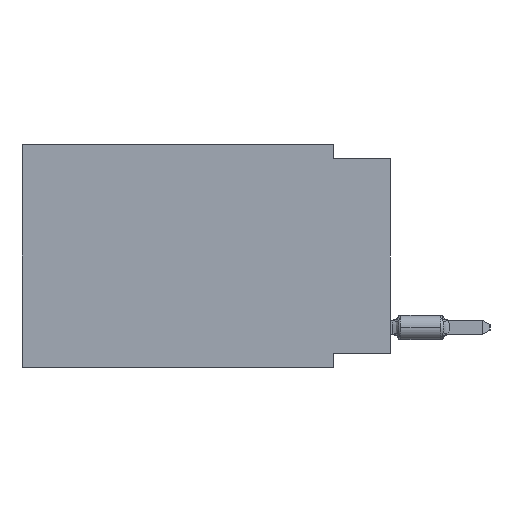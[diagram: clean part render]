
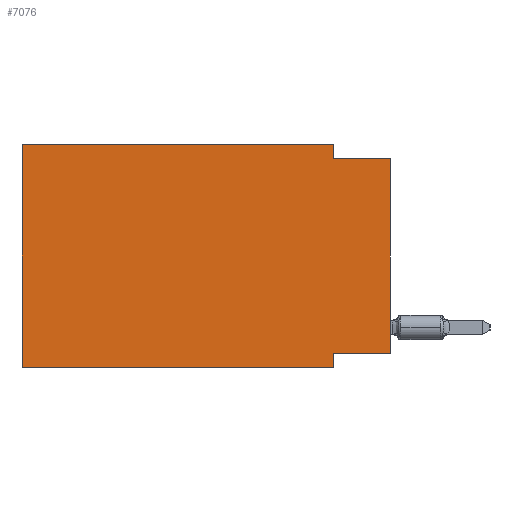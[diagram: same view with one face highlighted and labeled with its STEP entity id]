
A CAD part, left-side view. The second image highlights one B-rep face of the part: STEP entity #7076.
In plain terms, the highlighted planar face has unit normal (-1, 0, 0).
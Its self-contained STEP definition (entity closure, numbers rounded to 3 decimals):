
#161 = DIRECTION ( 'NONE',  ( 0., -1., 0. ) ) ;
#697 = CARTESIAN_POINT ( 'NONE',  ( 0., 0., -0.635 ) ) ;
#1476 = VERTEX_POINT ( 'NONE', #21984 ) ;
#2129 = DIRECTION ( 'NONE',  ( 0., 0., 1. ) ) ;
#4141 = EDGE_CURVE ( 'NONE', #19340, #1476, #25138, .T. ) ;
#5884 = VECTOR ( 'NONE', #19623, 1000. ) ;
#5957 = FACE_OUTER_BOUND ( 'NONE', #19649, .T. ) ;
#6454 = ORIENTED_EDGE ( 'NONE', *, *, #4141, .T. ) ;
#7076 = ADVANCED_FACE ( 'NONE', ( #5957 ), #33687, .F. ) ;
#7302 = ORIENTED_EDGE ( 'NONE', *, *, #21538, .F. ) ;
#8058 = VERTEX_POINT ( 'NONE', #17882 ) ;
#9173 = ORIENTED_EDGE ( 'NONE', *, *, #21604, .F. ) ;
#9189 = CARTESIAN_POINT ( 'NONE',  ( 0., 0., -9.271 ) ) ;
#9972 = VERTEX_POINT ( 'NONE', #27300 ) ;
#10452 = CARTESIAN_POINT ( 'NONE',  ( 0., 2.54, 0. ) ) ;
#10799 = ORIENTED_EDGE ( 'NONE', *, *, #16093, .F. ) ;
#11339 = VECTOR ( 'NONE', #161, 1000. ) ;
#11906 = VECTOR ( 'NONE', #20451, 1000. ) ;
#12015 = DIRECTION ( 'NONE',  ( 0., 0., 1. ) ) ;
#12807 = CARTESIAN_POINT ( 'NONE',  ( 0., 2.54, -0.635 ) ) ;
#13115 = VECTOR ( 'NONE', #24403, 1000. ) ;
#14727 = CARTESIAN_POINT ( 'NONE',  ( 0., 0., 0. ) ) ;
#16093 = EDGE_CURVE ( 'NONE', #24121, #8058, #20748, .T. ) ;
#16891 = CARTESIAN_POINT ( 'NONE',  ( 0., 16.383, 0. ) ) ;
#17072 = DIRECTION ( 'NONE',  ( 0., 0., -1. ) ) ;
#17554 = EDGE_CURVE ( 'NONE', #29273, #9972, #30251, .T. ) ;
#17882 = CARTESIAN_POINT ( 'NONE',  ( 0., 0., -0.635 ) ) ;
#18091 = DIRECTION ( 'NONE',  ( 0., -1., 0. ) ) ;
#18695 = LINE ( 'NONE', #27107, #22771 ) ;
#19340 = VERTEX_POINT ( 'NONE', #34331 ) ;
#19423 = LINE ( 'NONE', #31305, #5884 ) ;
#19623 = DIRECTION ( 'NONE',  ( 0., 0., -1. ) ) ;
#19649 = EDGE_LOOP ( 'NONE', ( #35711, #10799, #9173, #27929, #7302, #6454, #24130, #21525 ) ) ;
#19765 = VERTEX_POINT ( 'NONE', #26515 ) ;
#19813 = DIRECTION ( 'NONE',  ( 1., 0., 0. ) ) ;
#20063 = VECTOR ( 'NONE', #12015, 1000. ) ;
#20208 = LINE ( 'NONE', #14727, #20063 ) ;
#20383 = DIRECTION ( 'NONE',  ( 0., -1., 0. ) ) ;
#20451 = DIRECTION ( 'NONE',  ( 0., 0., -1. ) ) ;
#20627 = LINE ( 'NONE', #26283, #11906 ) ;
#20748 = LINE ( 'NONE', #697, #32619 ) ;
#20783 = AXIS2_PLACEMENT_3D ( 'NONE', #16891, #19813, #17072 ) ;
#21525 = ORIENTED_EDGE ( 'NONE', *, *, #17554, .F. ) ;
#21538 = EDGE_CURVE ( 'NONE', #19340, #19765, #18695, .T. ) ;
#21604 = EDGE_CURVE ( 'NONE', #29028, #24121, #19423, .T. ) ;
#21984 = CARTESIAN_POINT ( 'NONE',  ( 0., 2.54, -9.906 ) ) ;
#22374 = VECTOR ( 'NONE', #18091, 1000. ) ;
#22771 = VECTOR ( 'NONE', #2129, 1000. ) ;
#22962 = CARTESIAN_POINT ( 'NONE',  ( 0., 16.383, -9.906 ) ) ;
#24121 = VERTEX_POINT ( 'NONE', #12807 ) ;
#24130 = ORIENTED_EDGE ( 'NONE', *, *, #29211, .F. ) ;
#24403 = DIRECTION ( 'NONE',  ( 0., 1., 0. ) ) ;
#25138 = LINE ( 'NONE', #22962, #11339 ) ;
#25459 = EDGE_CURVE ( 'NONE', #19765, #29028, #35053, .T. ) ;
#26283 = CARTESIAN_POINT ( 'NONE',  ( 0., 2.54, -9.906 ) ) ;
#26515 = CARTESIAN_POINT ( 'NONE',  ( 0., 16.383, 0. ) ) ;
#27107 = CARTESIAN_POINT ( 'NONE',  ( 0., 16.383, 0. ) ) ;
#27300 = CARTESIAN_POINT ( 'NONE',  ( 0., 2.54, -9.271 ) ) ;
#27929 = ORIENTED_EDGE ( 'NONE', *, *, #25459, .F. ) ;
#29028 = VERTEX_POINT ( 'NONE', #10452 ) ;
#29211 = EDGE_CURVE ( 'NONE', #9972, #1476, #20627, .T. ) ;
#29273 = VERTEX_POINT ( 'NONE', #9189 ) ;
#29494 = EDGE_CURVE ( 'NONE', #29273, #8058, #20208, .T. ) ;
#29889 = CARTESIAN_POINT ( 'NONE',  ( 0., 0., -9.271 ) ) ;
#30251 = LINE ( 'NONE', #29889, #13115 ) ;
#31305 = CARTESIAN_POINT ( 'NONE',  ( 0., 2.54, 0. ) ) ;
#32619 = VECTOR ( 'NONE', #20383, 1000. ) ;
#33687 = PLANE ( 'NONE',  #20783 ) ;
#34331 = CARTESIAN_POINT ( 'NONE',  ( 0., 16.383, -9.906 ) ) ;
#35053 = LINE ( 'NONE', #35419, #22374 ) ;
#35419 = CARTESIAN_POINT ( 'NONE',  ( 0., 16.383, 0. ) ) ;
#35711 = ORIENTED_EDGE ( 'NONE', *, *, #29494, .T. ) ;
